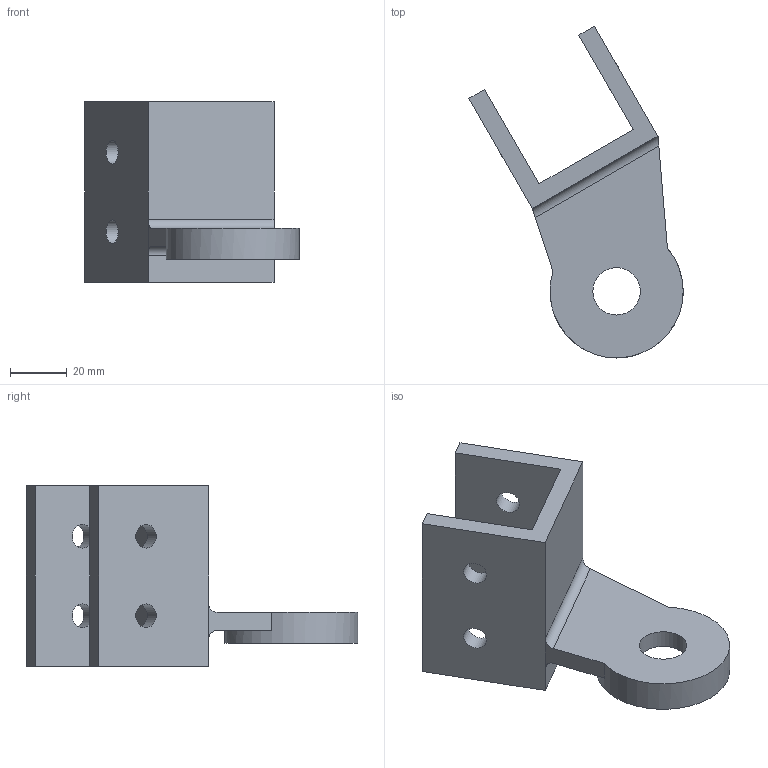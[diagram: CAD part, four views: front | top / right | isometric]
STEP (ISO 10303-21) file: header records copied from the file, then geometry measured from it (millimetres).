
FILE_DESCRIPTION(/* description */ (''),/* implementation_level */ '2;1');
FILE_NAME(/* name */ 'LA0011-L_A_1-Actuator Layout.stp',/* time_stamp */ '2026-01-24T04:19:36-05:00',/* author */ (''),/* organization */ (''),/* preprocessor_version */ 'ST-DEVELOPER v18.102',/* originating_system */ 'SIEMENS PLM Software NX 2027',/* authorisation */ '');
FILE_SCHEMA (('AUTOMOTIVE_DESIGN { 1 0 10303 214 3 1 1 1 }'));
Length unit declared in the file: inch
Products named in the file (1): A_objects
Bounding box: 75.23 x 116.41 x 63.5 mm (x, y, z)
Volume: 69915.3 mm3; surface area: 25936.1 mm2
Topology: 1 solids, 1 shells, 26 faces, 70 edges, 47 vertices
Faces by surface type: plane 17, cylinder 9
Full cylindrical faces by diameter (mm): 8.334 x4, 16.637 x1, 34.078 x1, 46.736 x1
Entity records: 786 total; most frequent: DIRECTION 130, CARTESIAN_POINT 125, ORIENTED_EDGE 114, EDGE_CURVE 57, AXIS2_PLACEMENT_3D 46, EDGE_LOOP 44, VERTEX_POINT 41, LINE 38
